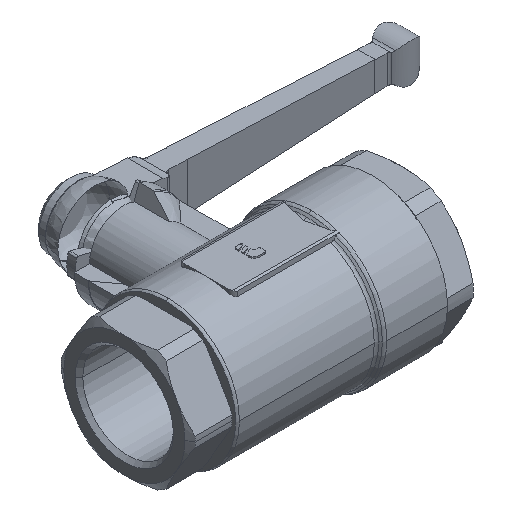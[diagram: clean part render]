
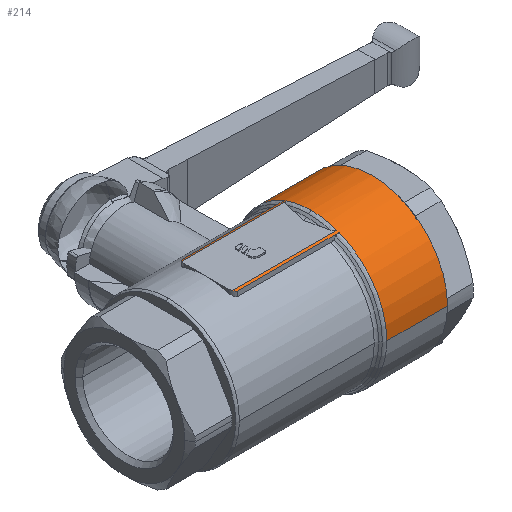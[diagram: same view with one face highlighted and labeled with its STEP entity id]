
A CAD part, isometric view. The second image highlights one B-rep face of the part: STEP entity #214.
In plain terms, the highlighted cylindrical face has radius 25.5 mm (diameter 51 mm), a partial arc.
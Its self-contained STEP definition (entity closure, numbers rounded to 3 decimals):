
#214=ADVANCED_FACE('',(#627),#628,.T.);
#627=FACE_OUTER_BOUND('',#1117,.T.);
#628=CYLINDRICAL_SURFACE('',#1118,25.5);
#1117=EDGE_LOOP('',(#2684,#2685,#2686,#2687,#2688,#2689,#2690,#2691,#2692,#2693,#2694,#2695,#2696,#2697,#2698,#2699));
#1118=AXIS2_PLACEMENT_3D('',#2700,#2701,#2702);
#2684=ORIENTED_EDGE('',*,*,#3422,.T.);
#2685=ORIENTED_EDGE('',*,*,#3272,.F.);
#2686=ORIENTED_EDGE('',*,*,#3430,.T.);
#2687=ORIENTED_EDGE('',*,*,#3788,.T.);
#2688=ORIENTED_EDGE('',*,*,#3780,.T.);
#2689=ORIENTED_EDGE('',*,*,#3783,.T.);
#2690=ORIENTED_EDGE('',*,*,#3337,.T.);
#2691=ORIENTED_EDGE('',*,*,#3603,.T.);
#2692=ORIENTED_EDGE('',*,*,#3502,.T.);
#2693=ORIENTED_EDGE('',*,*,#3620,.T.);
#2694=ORIENTED_EDGE('',*,*,#3341,.T.);
#2695=ORIENTED_EDGE('',*,*,#3333,.T.);
#2696=ORIENTED_EDGE('',*,*,#3621,.T.);
#2697=ORIENTED_EDGE('',*,*,#3617,.T.);
#2698=ORIENTED_EDGE('',*,*,#3607,.T.);
#2699=ORIENTED_EDGE('',*,*,#3328,.T.);
#2700=CARTESIAN_POINT('',(26.711,0.0,0.0));
#2701=DIRECTION('',(1.0,0.0,0.0));
#2702=DIRECTION('',(0.0,-1.0,0.0));
#3272=EDGE_CURVE('',#3914,#3917,#3918,.T.);
#3328=EDGE_CURVE('',#4029,#4026,#4030,.T.);
#3333=EDGE_CURVE('',#4038,#4039,#4040,.T.);
#3337=EDGE_CURVE('',#4046,#4047,#4048,.T.);
#3341=EDGE_CURVE('',#4054,#4038,#4055,.T.);
#3422=EDGE_CURVE('',#4026,#3917,#4206,.T.);
#3430=EDGE_CURVE('',#3914,#4217,#4219,.T.);
#3502=EDGE_CURVE('',#4346,#4344,#4347,.T.);
#3603=EDGE_CURVE('',#4047,#4346,#4509,.T.);
#3607=EDGE_CURVE('',#4515,#4029,#4516,.T.);
#3617=EDGE_CURVE('',#4528,#4515,#4529,.T.);
#3620=EDGE_CURVE('',#4344,#4054,#4532,.T.);
#3621=EDGE_CURVE('',#4039,#4528,#4533,.T.);
#3780=EDGE_CURVE('',#3977,#4776,#4777,.T.);
#3783=EDGE_CURVE('',#4776,#4046,#4780,.T.);
#3788=EDGE_CURVE('',#4217,#3977,#4785,.T.);
#3914=VERTEX_POINT('',#4973);
#3917=VERTEX_POINT('',#4977);
#3918=CIRCLE('',#4978,25.5);
#3977=VERTEX_POINT('',#5143);
#4026=VERTEX_POINT('',#5318);
#4029=VERTEX_POINT('',#5321);
#4030=CIRCLE('',#5322,25.5);
#4038=VERTEX_POINT('',#5358);
#4039=VERTEX_POINT('',#5359);
#4040=CIRCLE('',#5360,25.5);
#4046=VERTEX_POINT('',#5385);
#4047=VERTEX_POINT('',#5386);
#4048=CIRCLE('',#5387,25.5);
#4054=VERTEX_POINT('',#5436);
#4055=CIRCLE('',#5437,25.5);
#4206=LINE('',#5769,#5770);
#4217=VERTEX_POINT('',#5799);
#4219=LINE('',#5801,#5802);
#4344=VERTEX_POINT('',#6200);
#4346=VERTEX_POINT('',#6202);
#4347=B_SPLINE_CURVE_WITH_KNOTS('',3,(#6203,#6204,#6205,#6206,#6207,#6208,#6209,#6210),.UNSPECIFIED.,.F.,.F.,(4,2,2,4),(7.448,7.853,8.258,8.688),.UNSPECIFIED.);
#4509=LINE('',#6482,#6483);
#4515=VERTEX_POINT('',#6505);
#4516=LINE('',#6506,#6507);
#4528=VERTEX_POINT('',#6548);
#4529=B_SPLINE_CURVE_WITH_KNOTS('',3,(#6549,#6550,#6551,#6552,#6553,#6554,#6555,#6556),.UNSPECIFIED.,.F.,.F.,(4,2,2,4),(10.906,11.323,11.717,12.11),.UNSPECIFIED.);
#4532=LINE('',#6560,#6561);
#4533=LINE('',#6562,#6563);
#4776=VERTEX_POINT('',#7329);
#4777=LINE('',#7330,#7331);
#4780=B_SPLINE_CURVE_WITH_KNOTS('',3,(#7336,#7337,#7338,#7339),.UNSPECIFIED.,.F.,.F.,(4,4),(77.15,77.92),.UNSPECIFIED.);
#4785=CIRCLE('',#7356,25.5);
#4973=CARTESIAN_POINT('',(37.,25.5,0.));
#4977=CARTESIAN_POINT('',(37.,-25.5,0.0));
#4978=AXIS2_PLACEMENT_3D('',#7991,#7992,#7993);
#5143=CARTESIAN_POINT('',(16.421,25.5,0.01));
#5318=CARTESIAN_POINT('',(16.421,-25.5,0.));
#5321=CARTESIAN_POINT('',(16.421,-9.322,23.735));
#5322=AXIS2_PLACEMENT_3D('',#8090,#8091,#8092);
#5358=CARTESIAN_POINT('',(16.421,0.,25.5));
#5359=CARTESIAN_POINT('',(16.421,-8.617,24.0));
#5360=AXIS2_PLACEMENT_3D('',#8099,#8100,#8101);
#5385=CARTESIAN_POINT('',(16.421,25.488,0.784));
#5386=CARTESIAN_POINT('',(16.421,9.322,23.735));
#5387=AXIS2_PLACEMENT_3D('',#8108,#8109,#8110);
#5436=CARTESIAN_POINT('',(16.421,8.617,24.0));
#5437=AXIS2_PLACEMENT_3D('',#8114,#8115,#8116);
#5769=CARTESIAN_POINT('',(26.711,-25.5,0.));
#5770=VECTOR('',#8277,1.0);
#5799=CARTESIAN_POINT('',(16.421,25.5,0.));
#5801=CARTESIAN_POINT('',(26.711,25.5,0.));
#5802=VECTOR('',#8285,1.0);
#6200=CARTESIAN_POINT('',(-18.843,8.617,24.0));
#6202=CARTESIAN_POINT('',(-17.979,9.322,23.735));
#6203=CARTESIAN_POINT('',(-17.915,9.349,23.724));
#6204=CARTESIAN_POINT('',(-18.046,9.296,23.745));
#6205=CARTESIAN_POINT('',(-18.172,9.229,23.772));
#6206=CARTESIAN_POINT('',(-18.403,9.076,23.83));
#6207=CARTESIAN_POINT('',(-18.508,8.989,23.863));
#6208=CARTESIAN_POINT('',(-18.701,8.801,23.933));
#6209=CARTESIAN_POINT('',(-18.793,8.692,23.973));
#6210=CARTESIAN_POINT('',(-18.874,8.573,24.016));
#6482=CARTESIAN_POINT('',(5.018,9.322,23.735));
#6483=VECTOR('',#8550,1.0);
#6505=CARTESIAN_POINT('',(-17.979,-9.322,23.735));
#6506=CARTESIAN_POINT('',(5.018,-9.322,23.735));
#6507=VECTOR('',#8555,1.0);
#6548=CARTESIAN_POINT('',(-18.86,-8.617,24.0));
#6549=CARTESIAN_POINT('',(-18.888,-8.577,24.014));
#6550=CARTESIAN_POINT('',(-18.809,-8.692,23.973));
#6551=CARTESIAN_POINT('',(-18.72,-8.799,23.934));
#6552=CARTESIAN_POINT('',(-18.533,-8.981,23.866));
#6553=CARTESIAN_POINT('',(-18.43,-9.065,23.834));
#6554=CARTESIAN_POINT('',(-18.206,-9.214,23.777));
#6555=CARTESIAN_POINT('',(-18.084,-9.279,23.752));
#6556=CARTESIAN_POINT('',(-17.957,-9.331,23.731));
#6560=CARTESIAN_POINT('',(4.381,8.617,24.0));
#6561=VECTOR('',#8571,1.0);
#6562=CARTESIAN_POINT('',(4.381,-8.617,24.0));
#6563=VECTOR('',#8572,1.0);
#7329=CARTESIAN_POINT('',(16.44,25.5,0.01));
#7330=CARTESIAN_POINT('',(16.431,25.5,0.01));
#7331=VECTOR('',#8790,1.0);
#7336=CARTESIAN_POINT('',(16.44,25.5,0.01));
#7337=CARTESIAN_POINT('',(16.44,25.5,0.266));
#7338=CARTESIAN_POINT('',(16.434,25.496,0.525));
#7339=CARTESIAN_POINT('',(16.421,25.488,0.783));
#7356=AXIS2_PLACEMENT_3D('',#8796,#8797,#8798);
#7991=CARTESIAN_POINT('',(37.,0.0,0.0));
#7992=DIRECTION('',(1.0,0.0,0.0));
#7993=DIRECTION('',(0.0,-1.0,0.0));
#8090=CARTESIAN_POINT('',(16.421,0.0,0.0));
#8091=DIRECTION('',(1.0,0.0,0.0));
#8092=DIRECTION('',(0.0,-1.0,0.0));
#8099=CARTESIAN_POINT('',(16.421,0.0,0.0));
#8100=DIRECTION('',(1.0,0.0,0.0));
#8101=DIRECTION('',(0.0,-1.0,0.0));
#8108=CARTESIAN_POINT('',(16.421,0.0,0.0));
#8109=DIRECTION('',(1.0,0.0,0.0));
#8110=DIRECTION('',(0.0,-1.0,0.0));
#8114=CARTESIAN_POINT('',(16.421,0.0,0.0));
#8115=DIRECTION('',(1.0,0.0,0.0));
#8116=DIRECTION('',(0.0,-1.0,0.0));
#8277=DIRECTION('',(1.0,0.0,0.0));
#8285=DIRECTION('',(-1.0,-0.0,-0.0));
#8550=DIRECTION('',(-1.0,-0.0,-0.0));
#8555=DIRECTION('',(1.0,0.0,0.0));
#8571=DIRECTION('',(1.0,0.0,0.0));
#8572=DIRECTION('',(-1.0,-0.0,-0.0));
#8790=DIRECTION('',(1.0,0.0,0.0));
#8796=CARTESIAN_POINT('',(16.421,0.0,0.0));
#8797=DIRECTION('',(1.0,0.0,0.0));
#8798=DIRECTION('',(0.0,-1.0,0.0));
